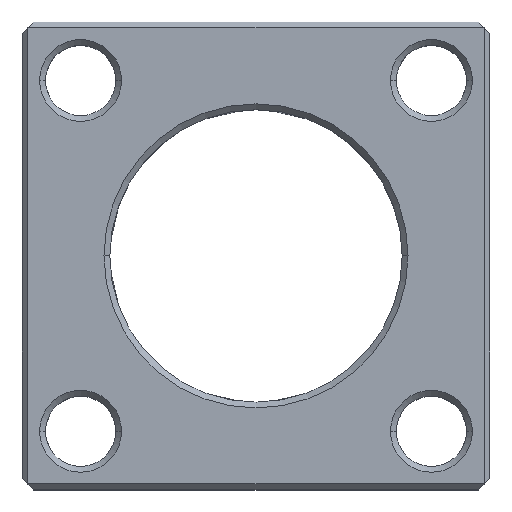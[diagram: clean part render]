
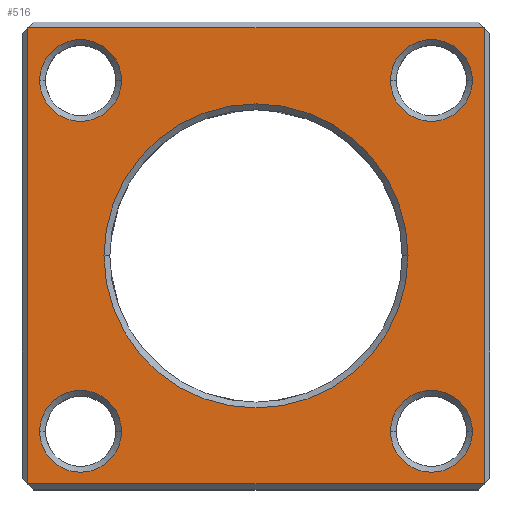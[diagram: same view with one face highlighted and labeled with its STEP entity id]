
A CAD part, top view. The second image highlights one B-rep face of the part: STEP entity #516.
In plain terms, the highlighted planar face has unit normal (0, 0, 1).
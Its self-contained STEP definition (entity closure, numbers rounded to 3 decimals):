
#221 = VERTEX_POINT ( 'NONE', #1320 ) ;
#223 = EDGE_CURVE ( 'NONE', #224, #221, #1318, .T. ) ;
#224 = VERTEX_POINT ( 'NONE', #1122 ) ;
#396 = VERTEX_POINT ( 'NONE', #1503 ) ;
#402 = VERTEX_POINT ( 'NONE', #1375 ) ;
#403 = EDGE_CURVE ( 'NONE', #640, #641, #1372, .T. ) ;
#457 = VERTEX_POINT ( 'NONE', #1611 ) ;
#481 = EDGE_CURVE ( 'NONE', #482, #484, #1718, .T. ) ;
#482 = VERTEX_POINT ( 'NONE', #1719 ) ;
#484 = VERTEX_POINT ( 'NONE', #1797 ) ;
#516 = ADVANCED_FACE ( 'NONE', ( #1684, #1700, #1685, #1674, #1673, #1666 ), #1665, .F. ) ;
#517 = EDGE_CURVE ( 'NONE', #457, #600, #1661, .T. ) ;
#518 = ORIENTED_EDGE ( 'NONE', *, *, #481, .T. ) ;
#519 = EDGE_LOOP ( 'NONE', ( #520, #617, #874, #872 ) ) ;
#520 = ORIENTED_EDGE ( 'NONE', *, *, #517, .T. ) ;
#533 = ORIENTED_EDGE ( 'NONE', *, *, #618, .T. ) ;
#600 = VERTEX_POINT ( 'NONE', #1919 ) ;
#614 = EDGE_LOOP ( 'NONE', ( #518, #533 ) ) ;
#617 = ORIENTED_EDGE ( 'NONE', *, *, #873, .T. ) ;
#618 = EDGE_CURVE ( 'NONE', #484, #482, #1915, .T. ) ;
#630 = VERTEX_POINT ( 'NONE', #1954 ) ;
#631 = EDGE_CURVE ( 'NONE', #630, #633, #1955, .T. ) ;
#633 = VERTEX_POINT ( 'NONE', #2178 ) ;
#634 = EDGE_CURVE ( 'NONE', #396, #402, #2176, .T. ) ;
#640 = VERTEX_POINT ( 'NONE', #2154 ) ;
#641 = VERTEX_POINT ( 'NONE', #2153 ) ;
#717 = EDGE_CURVE ( 'NONE', #641, #640, #2080, .T. ) ;
#718 = EDGE_CURVE ( 'NONE', #633, #630, #2200, .T. ) ;
#719 = EDGE_LOOP ( 'NONE', ( #721, #723 ) ) ;
#720 = EDGE_CURVE ( 'NONE', #402, #396, #2201, .T. ) ;
#721 = ORIENTED_EDGE ( 'NONE', *, *, #631, .T. ) ;
#722 = ORIENTED_EDGE ( 'NONE', *, *, #717, .T. ) ;
#723 = ORIENTED_EDGE ( 'NONE', *, *, #718, .T. ) ;
#724 = ORIENTED_EDGE ( 'NONE', *, *, #403, .T. ) ;
#725 = EDGE_LOOP ( 'NONE', ( #726, #728 ) ) ;
#726 = ORIENTED_EDGE ( 'NONE', *, *, #634, .T. ) ;
#727 = EDGE_CURVE ( 'NONE', #221, #224, #2191, .T. ) ;
#728 = ORIENTED_EDGE ( 'NONE', *, *, #720, .T. ) ;
#731 = ORIENTED_EDGE ( 'NONE', *, *, #223, .T. ) ;
#732 = ORIENTED_EDGE ( 'NONE', *, *, #727, .T. ) ;
#868 = EDGE_LOOP ( 'NONE', ( #731, #732 ) ) ;
#869 = VERTEX_POINT ( 'NONE', #2118 ) ;
#871 = VERTEX_POINT ( 'NONE', #2122 ) ;
#872 = ORIENTED_EDGE ( 'NONE', *, *, #875, .T. ) ;
#873 = EDGE_CURVE ( 'NONE', #600, #871, #2235, .T. ) ;
#874 = ORIENTED_EDGE ( 'NONE', *, *, #876, .T. ) ;
#875 = EDGE_CURVE ( 'NONE', #869, #457, #2230, .T. ) ;
#876 = EDGE_CURVE ( 'NONE', #871, #869, #2225, .T. ) ;
#877 = EDGE_LOOP ( 'NONE', ( #724, #722 ) ) ;
#1122 = CARTESIAN_POINT ( 'NONE',  ( -11.5, -15., 5. ) ) ;
#1314 = DIRECTION ( 'NONE',  ( -1., 0., 0. ) ) ;
#1315 = DIRECTION ( 'NONE',  ( 0., 0., -1. ) ) ;
#1316 = CARTESIAN_POINT ( 'NONE',  ( -15., -15., 5. ) ) ;
#1317 = AXIS2_PLACEMENT_3D ( 'NONE', #1316, #1315, #1314 ) ;
#1318 = CIRCLE ( 'NONE', #1317, 3.5 ) ;
#1320 = CARTESIAN_POINT ( 'NONE',  ( -18.5, -15., 5. ) ) ;
#1363 = DIRECTION ( 'NONE',  ( -1., 0., 0. ) ) ;
#1364 = DIRECTION ( 'NONE',  ( 0., 0., -1. ) ) ;
#1365 = CARTESIAN_POINT ( 'NONE',  ( 15., 15., 5. ) ) ;
#1366 = AXIS2_PLACEMENT_3D ( 'NONE', #1365, #1364, #1363 ) ;
#1372 = CIRCLE ( 'NONE', #1366, 3.5 ) ;
#1375 = CARTESIAN_POINT ( 'NONE',  ( 11.5, -15., 5. ) ) ;
#1503 = CARTESIAN_POINT ( 'NONE',  ( 18.5, -15., 5. ) ) ;
#1611 = CARTESIAN_POINT ( 'NONE',  ( 19.5, -19.5, 5. ) ) ;
#1658 = DIRECTION ( 'NONE',  ( 0., 1., 0. ) ) ;
#1659 = VECTOR ( 'NONE', #1658, 1000. ) ;
#1660 = CARTESIAN_POINT ( 'NONE',  ( 19.5, 0., 5. ) ) ;
#1661 = LINE ( 'NONE', #1660, #1659 ) ;
#1662 = DIRECTION ( 'NONE',  ( -1., 0., 0. ) ) ;
#1663 = DIRECTION ( 'NONE',  ( 0., 0., -1. ) ) ;
#1665 = PLANE ( 'NONE',  #1681 ) ;
#1666 = FACE_BOUND ( 'NONE', #868, .T. ) ;
#1667 = CARTESIAN_POINT ( 'NONE',  ( 0., 0., 5. ) ) ;
#1673 = FACE_BOUND ( 'NONE', #725, .T. ) ;
#1674 = FACE_BOUND ( 'NONE', #877, .T. ) ;
#1681 = AXIS2_PLACEMENT_3D ( 'NONE', #1667, #1663, #1662 ) ;
#1684 = FACE_BOUND ( 'NONE', #614, .T. ) ;
#1685 = FACE_BOUND ( 'NONE', #719, .T. ) ;
#1700 = FACE_OUTER_BOUND ( 'NONE', #519, .T. ) ;
#1718 = CIRCLE ( 'NONE', #1722, 13. ) ;
#1719 = CARTESIAN_POINT ( 'NONE',  ( 13., 0., 5. ) ) ;
#1722 = AXIS2_PLACEMENT_3D ( 'NONE', #1796, #1795, #1794 ) ;
#1794 = DIRECTION ( 'NONE',  ( -1., 0., 0. ) ) ;
#1795 = DIRECTION ( 'NONE',  ( 0., 0., -1. ) ) ;
#1796 = CARTESIAN_POINT ( 'NONE',  ( 0., 0., 5. ) ) ;
#1797 = CARTESIAN_POINT ( 'NONE',  ( -13., 0., 5. ) ) ;
#1914 = AXIS2_PLACEMENT_3D ( 'NONE', #1966, #1965, #1964 ) ;
#1915 = CIRCLE ( 'NONE', #1914, 13. ) ;
#1919 = CARTESIAN_POINT ( 'NONE',  ( 19.5, 19.5, 5. ) ) ;
#1945 = DIRECTION ( 'NONE',  ( -1., 0., 0. ) ) ;
#1946 = DIRECTION ( 'NONE',  ( 0., 0., -1. ) ) ;
#1947 = CARTESIAN_POINT ( 'NONE',  ( -15., 15., 5. ) ) ;
#1952 = AXIS2_PLACEMENT_3D ( 'NONE', #1947, #1946, #1945 ) ;
#1954 = CARTESIAN_POINT ( 'NONE',  ( -11.5, 15., 5. ) ) ;
#1955 = CIRCLE ( 'NONE', #1952, 3.5 ) ;
#1964 = DIRECTION ( 'NONE',  ( -1., 0., 0. ) ) ;
#1965 = DIRECTION ( 'NONE',  ( 0., 0., -1. ) ) ;
#1966 = CARTESIAN_POINT ( 'NONE',  ( 0., 0., 5. ) ) ;
#2080 = CIRCLE ( 'NONE', #2081, 3.5 ) ;
#2081 = AXIS2_PLACEMENT_3D ( 'NONE', #2204, #2203, #2202 ) ;
#2086 = CARTESIAN_POINT ( 'NONE',  ( 15., -15., 5. ) ) ;
#2118 = CARTESIAN_POINT ( 'NONE',  ( -19.5, -19.5, 5. ) ) ;
#2122 = CARTESIAN_POINT ( 'NONE',  ( -19.5, 19.5, 5. ) ) ;
#2151 = AXIS2_PLACEMENT_3D ( 'NONE', #2086, #2194, #2193 ) ;
#2152 = AXIS2_PLACEMENT_3D ( 'NONE', #2199, #2198, #2197 ) ;
#2153 = CARTESIAN_POINT ( 'NONE',  ( 11.5, 15., 5. ) ) ;
#2154 = CARTESIAN_POINT ( 'NONE',  ( 18.5, 15., 5. ) ) ;
#2172 = DIRECTION ( 'NONE',  ( -1., 0., 0. ) ) ;
#2173 = DIRECTION ( 'NONE',  ( 0., 0., -1. ) ) ;
#2174 = CARTESIAN_POINT ( 'NONE',  ( 15., -15., 5. ) ) ;
#2175 = AXIS2_PLACEMENT_3D ( 'NONE', #2174, #2173, #2172 ) ;
#2176 = CIRCLE ( 'NONE', #2175, 3.5 ) ;
#2178 = CARTESIAN_POINT ( 'NONE',  ( -18.5, 15., 5. ) ) ;
#2188 = DIRECTION ( 'NONE',  ( -1., 0., 0. ) ) ;
#2189 = DIRECTION ( 'NONE',  ( 0., 0., -1. ) ) ;
#2190 = CARTESIAN_POINT ( 'NONE',  ( -15., -15., 5. ) ) ;
#2191 = CIRCLE ( 'NONE', #2195, 3.5 ) ;
#2193 = DIRECTION ( 'NONE',  ( -1., 0., 0. ) ) ;
#2194 = DIRECTION ( 'NONE',  ( 0., 0., -1. ) ) ;
#2195 = AXIS2_PLACEMENT_3D ( 'NONE', #2190, #2189, #2188 ) ;
#2197 = DIRECTION ( 'NONE',  ( -1., 0., 0. ) ) ;
#2198 = DIRECTION ( 'NONE',  ( 0., 0., -1. ) ) ;
#2199 = CARTESIAN_POINT ( 'NONE',  ( -15., 15., 5. ) ) ;
#2200 = CIRCLE ( 'NONE', #2152, 3.5 ) ;
#2201 = CIRCLE ( 'NONE', #2151, 3.5 ) ;
#2202 = DIRECTION ( 'NONE',  ( -1., 0., 0. ) ) ;
#2203 = DIRECTION ( 'NONE',  ( 0., 0., -1. ) ) ;
#2204 = CARTESIAN_POINT ( 'NONE',  ( 15., 15., 5. ) ) ;
#2222 = DIRECTION ( 'NONE',  ( 0., -1., 0. ) ) ;
#2223 = VECTOR ( 'NONE', #2222, 1000. ) ;
#2224 = CARTESIAN_POINT ( 'NONE',  ( -19.5, 0., 5. ) ) ;
#2225 = LINE ( 'NONE', #2224, #2223 ) ;
#2227 = DIRECTION ( 'NONE',  ( 1., 0., 0. ) ) ;
#2228 = VECTOR ( 'NONE', #2227, 1000. ) ;
#2229 = CARTESIAN_POINT ( 'NONE',  ( 0., -19.5, 5. ) ) ;
#2230 = LINE ( 'NONE', #2229, #2228 ) ;
#2232 = DIRECTION ( 'NONE',  ( -1., 0., 0. ) ) ;
#2233 = VECTOR ( 'NONE', #2232, 1000. ) ;
#2234 = CARTESIAN_POINT ( 'NONE',  ( 0., 19.5, 5. ) ) ;
#2235 = LINE ( 'NONE', #2234, #2233 ) ;
